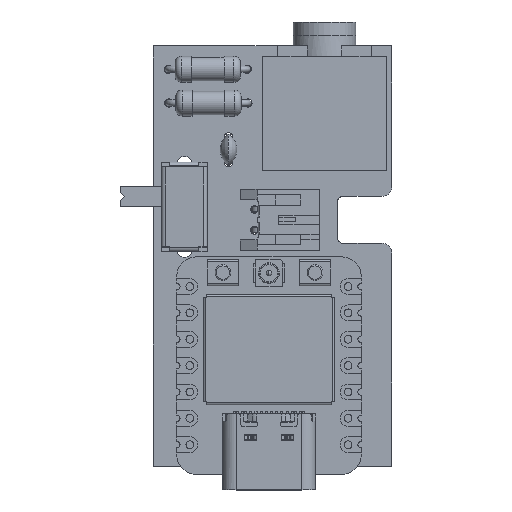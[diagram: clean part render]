
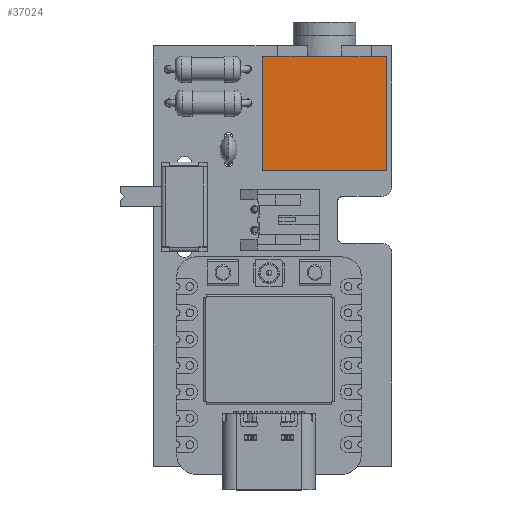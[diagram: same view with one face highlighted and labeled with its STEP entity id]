
A CAD part, top view. The second image highlights one B-rep face of the part: STEP entity #37024.
In plain terms, the highlighted planar face has unit normal (0, 0, 1).
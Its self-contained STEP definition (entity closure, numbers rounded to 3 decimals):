
#36960 = VERTEX_POINT('',#36961);
#36961 = CARTESIAN_POINT('',(-6.,-3.5,5.));
#36976 = VERTEX_POINT('',#36977);
#36977 = CARTESIAN_POINT('',(-6.,7.5,5.));
#36983 = EDGE_CURVE('',#36960,#36976,#36984,.T.);
#36984 = LINE('',#36985,#36986);
#36985 = CARTESIAN_POINT('',(-6.,-3.5,5.));
#36986 = VECTOR('',#36987,1.);
#36987 = DIRECTION('',(0.,1.,0.));
#37006 = EDGE_CURVE('',#36960,#37007,#37009,.T.);
#37007 = VERTEX_POINT('',#37008);
#37008 = CARTESIAN_POINT('',(-4.5,-3.5,5.));
#37009 = LINE('',#37010,#37011);
#37010 = CARTESIAN_POINT('',(-6.,-3.5,5.));
#37011 = VECTOR('',#37012,1.);
#37012 = DIRECTION('',(1.,0.,0.));
#37024 = ADVANCED_FACE('',(#37025),#37075,.T.);
#37025 = FACE_BOUND('',#37026,.T.);
#37026 = EDGE_LOOP('',(#37027,#37028,#37029,#37037,#37045,#37053,#37061,
    #37069));
#37027 = ORIENTED_EDGE('',*,*,#36983,.F.);
#37028 = ORIENTED_EDGE('',*,*,#37006,.T.);
#37029 = ORIENTED_EDGE('',*,*,#37030,.T.);
#37030 = EDGE_CURVE('',#37007,#37031,#37033,.T.);
#37031 = VERTEX_POINT('',#37032);
#37032 = CARTESIAN_POINT('',(-1.658,-3.5,5.));
#37033 = LINE('',#37034,#37035);
#37034 = CARTESIAN_POINT('',(-6.,-3.5,5.));
#37035 = VECTOR('',#37036,1.);
#37036 = DIRECTION('',(1.,0.,0.));
#37037 = ORIENTED_EDGE('',*,*,#37038,.T.);
#37038 = EDGE_CURVE('',#37031,#37039,#37041,.T.);
#37039 = VERTEX_POINT('',#37040);
#37040 = CARTESIAN_POINT('',(1.658,-3.5,5.));
#37041 = LINE('',#37042,#37043);
#37042 = CARTESIAN_POINT('',(-6.,-3.5,5.));
#37043 = VECTOR('',#37044,1.);
#37044 = DIRECTION('',(1.,0.,0.));
#37045 = ORIENTED_EDGE('',*,*,#37046,.T.);
#37046 = EDGE_CURVE('',#37039,#37047,#37049,.T.);
#37047 = VERTEX_POINT('',#37048);
#37048 = CARTESIAN_POINT('',(4.5,-3.5,5.));
#37049 = LINE('',#37050,#37051);
#37050 = CARTESIAN_POINT('',(-6.,-3.5,5.));
#37051 = VECTOR('',#37052,1.);
#37052 = DIRECTION('',(1.,0.,0.));
#37053 = ORIENTED_EDGE('',*,*,#37054,.T.);
#37054 = EDGE_CURVE('',#37047,#37055,#37057,.T.);
#37055 = VERTEX_POINT('',#37056);
#37056 = CARTESIAN_POINT('',(6.,-3.5,5.));
#37057 = LINE('',#37058,#37059);
#37058 = CARTESIAN_POINT('',(-6.,-3.5,5.));
#37059 = VECTOR('',#37060,1.);
#37060 = DIRECTION('',(1.,0.,0.));
#37061 = ORIENTED_EDGE('',*,*,#37062,.T.);
#37062 = EDGE_CURVE('',#37055,#37063,#37065,.T.);
#37063 = VERTEX_POINT('',#37064);
#37064 = CARTESIAN_POINT('',(6.,7.5,5.));
#37065 = LINE('',#37066,#37067);
#37066 = CARTESIAN_POINT('',(6.,-3.5,5.));
#37067 = VECTOR('',#37068,1.);
#37068 = DIRECTION('',(0.,1.,0.));
#37069 = ORIENTED_EDGE('',*,*,#37070,.F.);
#37070 = EDGE_CURVE('',#36976,#37063,#37071,.T.);
#37071 = LINE('',#37072,#37073);
#37072 = CARTESIAN_POINT('',(-6.,7.5,5.));
#37073 = VECTOR('',#37074,1.);
#37074 = DIRECTION('',(1.,0.,0.));
#37075 = PLANE('',#37076);
#37076 = AXIS2_PLACEMENT_3D('',#37077,#37078,#37079);
#37077 = CARTESIAN_POINT('',(-6.,-3.5,5.));
#37078 = DIRECTION('',(0.,0.,1.));
#37079 = DIRECTION('',(1.,0.,-0.));
